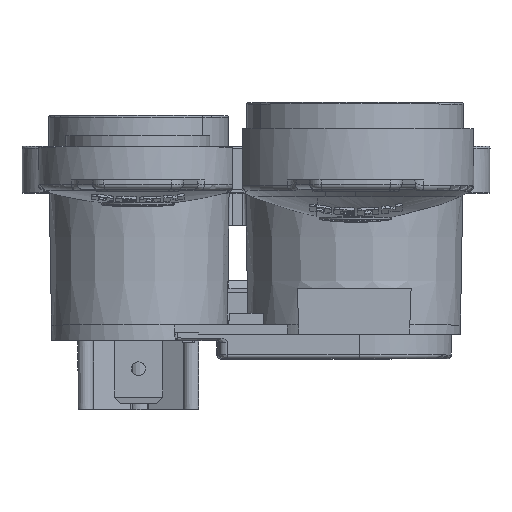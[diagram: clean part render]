
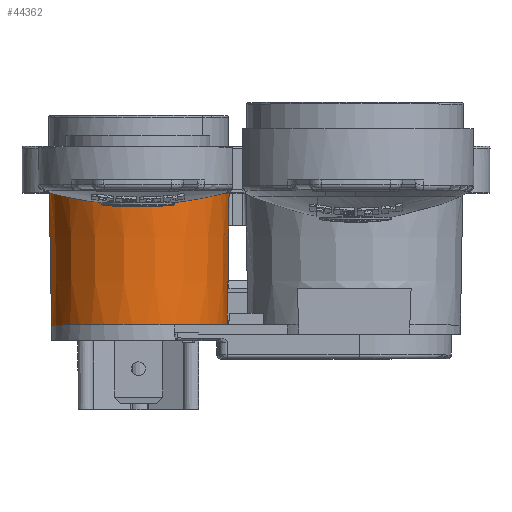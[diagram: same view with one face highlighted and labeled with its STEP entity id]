
A CAD part, top view. The second image highlights one B-rep face of the part: STEP entity #44362.
In plain terms, the highlighted conical face has half-angle 1 degrees and reference radius 11.601 mm.
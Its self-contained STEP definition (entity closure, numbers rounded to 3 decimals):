
#10624=DIRECTION('',(0.017,1.,0.));
#10625=VECTOR('',#10624,13.002);
#10626=CARTESIAN_POINT('',(-74.019,-20.204,
4.062));
#10627=LINE('',#10626,#10625);
#10634=CARTESIAN_POINT('',(-85.469,-3.004,
4.062));
#10635=DIRECTION('',(0.,1.,0.));
#10636=DIRECTION('',(-1.,0.,0.));
#10637=AXIS2_PLACEMENT_3D('',#10634,#10635,#10636);
#10639=CARTESIAN_POINT('',(-73.78,-3.004,
5.261));
#10640=CARTESIAN_POINT('',(-73.792,-3.708,
5.261));
#10641=CARTESIAN_POINT('',(-73.817,-5.113,
5.261));
#10642=CARTESIAN_POINT('',(-73.841,-6.508,
5.26));
#10643=CARTESIAN_POINT('',(-73.853,-7.204,
5.26));
#10645=CARTESIAN_POINT('',(-85.469,-20.204,
4.062));
#10646=DIRECTION('',(0.,1.,0.));
#10647=DIRECTION('',(0.403,0.,0.915));
#10648=AXIS2_PLACEMENT_3D('',#10645,#10646,#10647);
#10650=CARTESIAN_POINT('',(-85.469,-20.204,
4.062));
#10651=DIRECTION('',(0.,-1.,0.));
#10652=DIRECTION('',(0.403,0.,0.915));
#10653=AXIS2_PLACEMENT_3D('',#10650,#10651,#10652);
#10655=DIRECTION('',(-0.017,1.,0.));
#10656=VECTOR('',#10655,17.203);
#10657=CARTESIAN_POINT('',(-96.92,-20.204,
4.062));
#10658=LINE('',#10657,#10656);
#14630=CARTESIAN_POINT('',(-85.469,-7.204,
4.062));
#14631=DIRECTION('',(0.,-1.,0.));
#14632=DIRECTION('',(1.,0.,0.));
#14633=AXIS2_PLACEMENT_3D('',#14630,#14631,#14632);
#27034=CARTESIAN_POINT('',(-73.792,-7.204,
4.062));
#27035=VERTEX_POINT('',#27034);
#27036=CARTESIAN_POINT('',(-73.853,-7.204,
5.26));
#27037=VERTEX_POINT('',#27036);
#28014=CARTESIAN_POINT('',(-80.86,-20.204,
14.544));
#28015=CARTESIAN_POINT('',(-96.92,-20.204,
4.062));
#28016=VERTEX_POINT('',#28014);
#28017=VERTEX_POINT('',#28015);
#28018=CARTESIAN_POINT('',(-74.019,-20.204,
4.062));
#28019=VERTEX_POINT('',#28018);
#31914=CARTESIAN_POINT('',(-97.221,-3.004,
4.062));
#31916=VERTEX_POINT('',#31914);
#31917=CARTESIAN_POINT('',(-73.78,-3.004,
5.261));
#31918=VERTEX_POINT('',#31917);
#44344=CARTESIAN_POINT('',(-85.469,-11.604,
4.062));
#44345=DIRECTION('',(0.,1.,0.));
#44346=DIRECTION('',(-1.,0.,0.));
#44347=AXIS2_PLACEMENT_3D('',#44344,#44345,#44346);
#44348=CONICAL_SURFACE('',#44347,11.601,1.);
#44349=ORIENTED_EDGE('',*,*,#43469,.T.);
#44351=ORIENTED_EDGE('',*,*,#44350,.T.);
#44353=ORIENTED_EDGE('',*,*,#44352,.F.);
#44354=ORIENTED_EDGE('',*,*,#44329,.F.);
#44356=ORIENTED_EDGE('',*,*,#44355,.F.);
#44358=ORIENTED_EDGE('',*,*,#44357,.T.);
#44359=ORIENTED_EDGE('',*,*,#44323,.T.);
#44360=EDGE_LOOP('',(#44349,#44351,#44353,#44354,#44356,#44358,#44359));
#44361=FACE_OUTER_BOUND('',#44360,.F.);
#10638=CIRCLE('',#10637,11.751);
#10644=B_SPLINE_CURVE_WITH_KNOTS('',3,(#10639,#10640,#10641,#10642,#10643),
.UNSPECIFIED.,.F.,.F.,(4,1,4),(0.,0.5,1.),.UNSPECIFIED.);
#10649=CIRCLE('',#10648,11.451);
#10654=CIRCLE('',#10653,11.451);
#14634=CIRCLE('',#14633,11.678);
#43469=EDGE_CURVE('',#31916,#31918,#10638,.T.);
#44323=EDGE_CURVE('',#28017,#31916,#10658,.T.);
#44329=EDGE_CURVE('',#28019,#27035,#10627,.T.);
#44350=EDGE_CURVE('',#31918,#27037,#10644,.T.);
#44352=EDGE_CURVE('',#27035,#27037,#14634,.T.);
#44355=EDGE_CURVE('',#28016,#28019,#10649,.T.);
#44357=EDGE_CURVE('',#28016,#28017,#10654,.T.);
#44362=ADVANCED_FACE('',(#44361),#44348,.T.);
